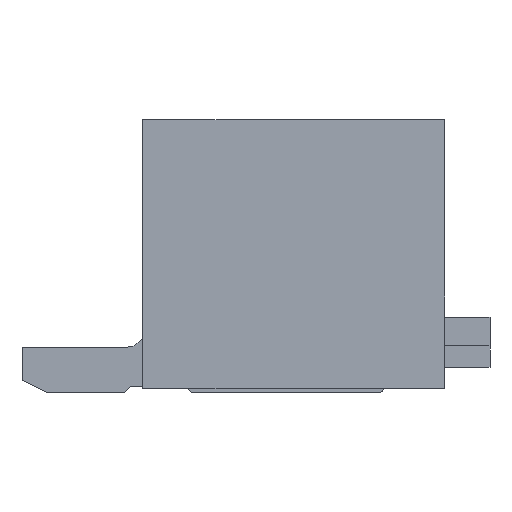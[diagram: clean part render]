
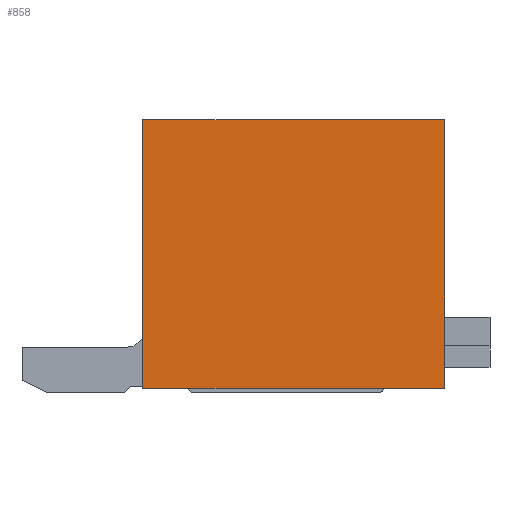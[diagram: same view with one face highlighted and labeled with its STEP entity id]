
A CAD part, left-side view. The second image highlights one B-rep face of the part: STEP entity #858.
In plain terms, the highlighted planar face has unit normal (-1, 0, 0).
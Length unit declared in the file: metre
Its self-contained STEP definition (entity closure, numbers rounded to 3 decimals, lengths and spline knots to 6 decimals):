
#756 = EDGE_CURVE( '', #1975, #1976, #1977, .T. );
#858 = ADVANCED_FACE( '', ( #2145 ), #2146, .T. );
#1064 = EDGE_CURVE( '', #2217, #2363, #2458, .T. );
#1242 = EDGE_CURVE( '', #2363, #1976, #2695, .T. );
#1616 = EDGE_CURVE( '', #1975, #2217, #3144, .T. );
#1975 = VERTEX_POINT( '', #3581 );
#1976 = VERTEX_POINT( '', #3582 );
#1977 = LINE( '', #3583, #3584 );
#2145 = FACE_OUTER_BOUND( '', #3838, .T. );
#2146 = PLANE( '', #3839 );
#2217 = VERTEX_POINT( '', #3947 );
#2363 = VERTEX_POINT( '', #4155 );
#2458 = LINE( '', #4301, #4302 );
#2695 = LINE( '', #4666, #4667 );
#3144 = LINE( '', #5375, #5376 );
#3581 = CARTESIAN_POINT( '', ( -0.00215, -0.002125, 0.00007 ) );
#3582 = CARTESIAN_POINT( '', ( -0.00215, 0.002875, 0.00007 ) );
#3583 = CARTESIAN_POINT( '', ( -0.00215, -0.002125, 0.00007 ) );
#3584 = VECTOR( '', #5753, 1. );
#3838 = EDGE_LOOP( '', ( #5856, #5857, #5858, #5859 ) );
#3839 = AXIS2_PLACEMENT_3D( '', #5860, #5861, #5862 );
#3947 = CARTESIAN_POINT( '', ( -0.00215, -0.002125, 0.00452 ) );
#4155 = CARTESIAN_POINT( '', ( -0.00215, 0.002875, 0.00452 ) );
#4301 = CARTESIAN_POINT( '', ( -0.00215, -0.002125, 0.00452 ) );
#4302 = VECTOR( '', #6166, 1. );
#4666 = CARTESIAN_POINT( '', ( -0.00215, 0.002875, 0.00452 ) );
#4667 = VECTOR( '', #6439, 1. );
#5375 = CARTESIAN_POINT( '', ( -0.00215, -0.002125, 0.00007 ) );
#5376 = VECTOR( '', #7040, 1. );
#5753 = DIRECTION( '', ( 0., 1., 0. ) );
#5856 = ORIENTED_EDGE( '', *, *, #1064, .T. );
#5857 = ORIENTED_EDGE( '', *, *, #1242, .T. );
#5858 = ORIENTED_EDGE( '', *, *, #756, .F. );
#5859 = ORIENTED_EDGE( '', *, *, #1616, .T. );
#5860 = CARTESIAN_POINT( '', ( -0.00215, -0.002875, 0.00452 ) );
#5861 = DIRECTION( '', ( -1., 0., 0. ) );
#5862 = DIRECTION( '', ( 0., 0., 1. ) );
#6166 = DIRECTION( '', ( 0., 1., 0. ) );
#6439 = DIRECTION( '', ( 0., 0., -1. ) );
#7040 = DIRECTION( '', ( 0., 0., 1. ) );
